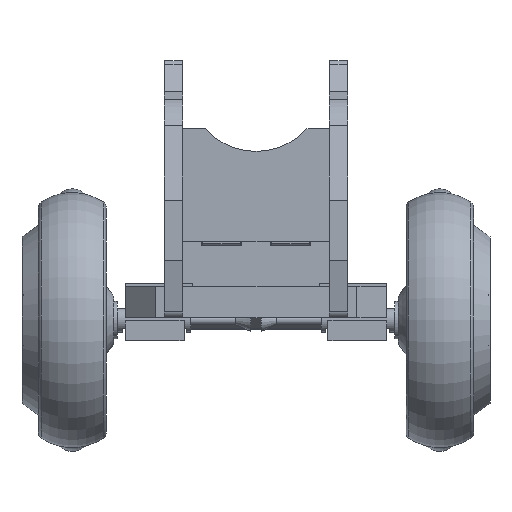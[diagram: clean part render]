
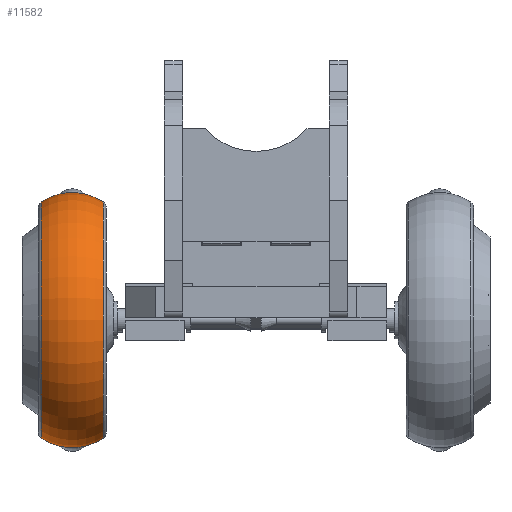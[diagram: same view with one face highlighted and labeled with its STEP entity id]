
A CAD part, left-side view. The second image highlights one B-rep face of the part: STEP entity #11582.
In plain terms, the highlighted toroidal (fillet/blend) face has major radius 47.5 mm and minor radius 37.5 mm.
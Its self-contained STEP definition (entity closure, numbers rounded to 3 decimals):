
#483=TOROIDAL_SURFACE('',#12526,47.5,37.5);
#680=CIRCLE('',#12508,78.763);
#681=CIRCLE('',#12509,78.763);
#685=CIRCLE('',#12515,78.763);
#689=CIRCLE('',#12519,78.763);
#694=CIRCLE('',#12527,37.5);
#1382=FACE_OUTER_BOUND('',#1995,.T.);
#1995=EDGE_LOOP('',(#8049,#8050,#8051,#8052,#8053,#8054));
#5072=VERTEX_POINT('',#17267);
#5073=VERTEX_POINT('',#17269);
#5076=VERTEX_POINT('',#17279);
#5077=VERTEX_POINT('',#17280);
#6235=EDGE_CURVE('',#5072,#5073,#680,.T.);
#6236=EDGE_CURVE('',#5073,#5072,#681,.T.);
#6240=EDGE_CURVE('',#5076,#5077,#685,.T.);
#6244=EDGE_CURVE('',#5077,#5076,#689,.T.);
#6250=EDGE_CURVE('',#5072,#5077,#694,.T.);
#8049=ORIENTED_EDGE('',*,*,#6236,.F.);
#8050=ORIENTED_EDGE('',*,*,#6235,.F.);
#8051=ORIENTED_EDGE('',*,*,#6250,.T.);
#8052=ORIENTED_EDGE('',*,*,#6240,.F.);
#8053=ORIENTED_EDGE('',*,*,#6244,.F.);
#8054=ORIENTED_EDGE('',*,*,#6250,.F.);
#11582=ADVANCED_FACE('',(#1382),#483,.T.);
#12508=AXIS2_PLACEMENT_3D('',#17270,#13818,#13819);
#12509=AXIS2_PLACEMENT_3D('',#17271,#13820,#13821);
#12515=AXIS2_PLACEMENT_3D('',#17281,#13832,#13833);
#12519=AXIS2_PLACEMENT_3D('',#17287,#13840,#13841);
#12526=AXIS2_PLACEMENT_3D('',#17299,#13855,#13856);
#12527=AXIS2_PLACEMENT_3D('',#17300,#13857,#13858);
#13818=DIRECTION('center_axis',(0.,1.,0.));
#13819=DIRECTION('ref_axis',(0.,0.,-1.));
#13820=DIRECTION('center_axis',(0.,1.,0.));
#13821=DIRECTION('ref_axis',(0.,0.,-1.));
#13832=DIRECTION('center_axis',(0.,-1.,0.));
#13833=DIRECTION('ref_axis',(0.,0.,-1.));
#13840=DIRECTION('center_axis',(0.,-1.,0.));
#13841=DIRECTION('ref_axis',(0.,0.,-1.));
#13855=DIRECTION('center_axis',(0.,1.,0.));
#13856=DIRECTION('ref_axis',(0.,0.,1.));
#13857=DIRECTION('center_axis',(-1.,0.,0.));
#13858=DIRECTION('ref_axis',(0.,0.,-1.));
#17267=CARTESIAN_POINT('',(0.,143.209,-78.763));
#17269=CARTESIAN_POINT('',(0.,143.209,78.763));
#17270=CARTESIAN_POINT('Origin',(0.,143.209,0.));
#17271=CARTESIAN_POINT('Origin',(0.,143.209,0.));
#17279=CARTESIAN_POINT('',(0.,101.791,78.763));
#17280=CARTESIAN_POINT('',(0.,101.791,-78.763));
#17281=CARTESIAN_POINT('Origin',(0.,101.791,0.));
#17287=CARTESIAN_POINT('Origin',(0.,101.791,0.));
#17299=CARTESIAN_POINT('Origin',(0.,122.5,0.));
#17300=CARTESIAN_POINT('Origin',(0.,122.5,-47.5));
